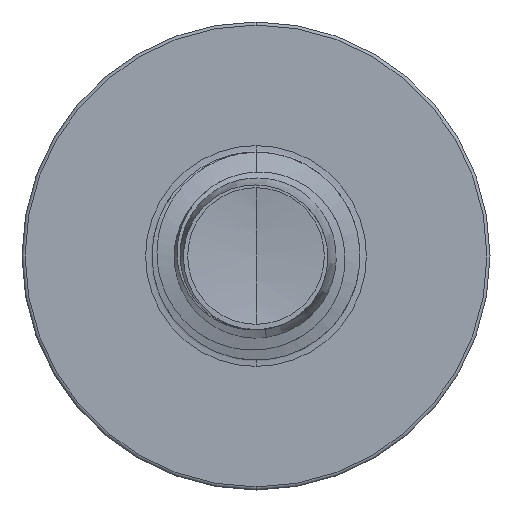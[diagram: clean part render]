
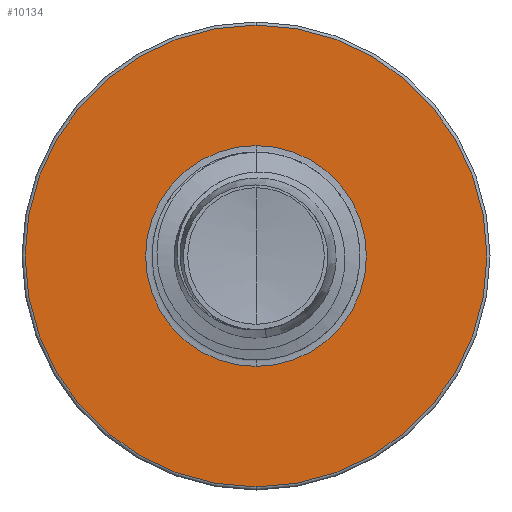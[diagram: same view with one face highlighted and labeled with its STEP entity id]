
A CAD part, front view. The second image highlights one B-rep face of the part: STEP entity #10134.
In plain terms, the highlighted planar face has unit normal (0, -1, 0).
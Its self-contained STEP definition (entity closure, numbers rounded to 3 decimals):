
#324 = DIRECTION ( 'NONE',  ( 0., 0., 1. ) ) ;
#353 = ORIENTED_EDGE ( 'NONE', *, *, #1529, .T. ) ;
#473 = ORIENTED_EDGE ( 'NONE', *, *, #10380, .T. ) ;
#747 = DIRECTION ( 'NONE',  ( 0., 0., 1. ) ) ;
#779 = DIRECTION ( 'NONE',  ( 0., 1., 0. ) ) ;
#809 = CARTESIAN_POINT ( 'NONE',  ( 0., 5., 0. ) ) ;
#1529 = EDGE_CURVE ( 'NONE', #3214, #7937, #11878, .T. ) ;
#1559 = EDGE_CURVE ( 'NONE', #8865, #11893, #9076, .T. ) ;
#1716 = DIRECTION ( 'NONE',  ( 0., 0., 1. ) ) ;
#1735 = DIRECTION ( 'NONE',  ( 0., 1., 0. ) ) ;
#1743 = CARTESIAN_POINT ( 'NONE',  ( 0., 5., 0. ) ) ;
#2292 = CIRCLE ( 'NONE', #7983, 6.66 ) ;
#3214 = VERTEX_POINT ( 'NONE', #3834 ) ;
#3729 = EDGE_CURVE ( 'NONE', #11893, #8865, #2292, .T. ) ;
#3834 = CARTESIAN_POINT ( 'NONE',  ( 0., 5., 3.186 ) ) ;
#3893 = AXIS2_PLACEMENT_3D ( 'NONE', #9978, #8552, #8538 ) ;
#4113 = EDGE_LOOP ( 'NONE', ( #353, #473 ) ) ;
#5831 = CIRCLE ( 'NONE', #9799, 3.186 ) ;
#6873 = FACE_OUTER_BOUND ( 'NONE', #10281, .T. ) ;
#7168 = DIRECTION ( 'NONE',  ( 0., 0., 1. ) ) ;
#7184 = DIRECTION ( 'NONE',  ( 0., 1., 0. ) ) ;
#7189 = FACE_BOUND ( 'NONE', #4113, .T. ) ;
#7203 = CARTESIAN_POINT ( 'NONE',  ( 0., 5., 0. ) ) ;
#7302 = CARTESIAN_POINT ( 'NONE',  ( 0., 5., -6.66 ) ) ;
#7937 = VERTEX_POINT ( 'NONE', #11530 ) ;
#7983 = AXIS2_PLACEMENT_3D ( 'NONE', #1743, #1735, #1716 ) ;
#8538 = DIRECTION ( 'NONE',  ( 0., 0., 1. ) ) ;
#8552 = DIRECTION ( 'NONE',  ( 0., 1., 0. ) ) ;
#8637 = PLANE ( 'NONE',  #3893 ) ;
#8710 = ORIENTED_EDGE ( 'NONE', *, *, #3729, .F. ) ;
#8865 = VERTEX_POINT ( 'NONE', #7302 ) ;
#9076 = CIRCLE ( 'NONE', #10349, 6.66 ) ;
#9167 = ORIENTED_EDGE ( 'NONE', *, *, #1559, .F. ) ;
#9792 = AXIS2_PLACEMENT_3D ( 'NONE', #809, #779, #747 ) ;
#9799 = AXIS2_PLACEMENT_3D ( 'NONE', #7203, #7184, #7168 ) ;
#9978 = CARTESIAN_POINT ( 'NONE',  ( 0., 5., -3.186 ) ) ;
#10134 = ADVANCED_FACE ( 'NONE', ( #6873, #7189 ), #8637, .F. ) ;
#10281 = EDGE_LOOP ( 'NONE', ( #8710, #9167 ) ) ;
#10349 = AXIS2_PLACEMENT_3D ( 'NONE', #10824, #10860, #324 ) ;
#10380 = EDGE_CURVE ( 'NONE', #7937, #3214, #5831, .T. ) ;
#10824 = CARTESIAN_POINT ( 'NONE',  ( 0., 5., 0. ) ) ;
#10860 = DIRECTION ( 'NONE',  ( 0., 1., 0. ) ) ;
#11472 = CARTESIAN_POINT ( 'NONE',  ( 0., 5., 6.66 ) ) ;
#11530 = CARTESIAN_POINT ( 'NONE',  ( 0., 5., -3.186 ) ) ;
#11878 = CIRCLE ( 'NONE', #9792, 3.186 ) ;
#11893 = VERTEX_POINT ( 'NONE', #11472 ) ;
